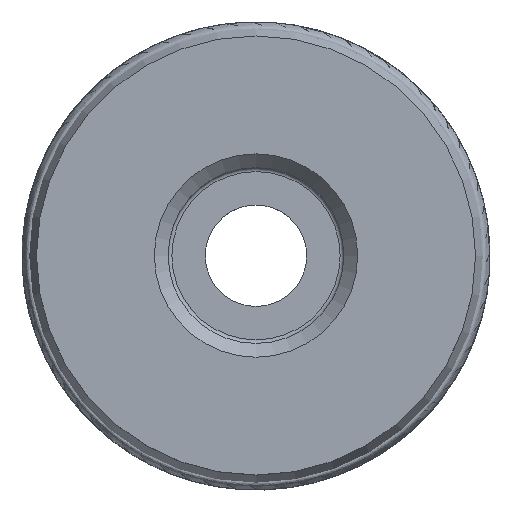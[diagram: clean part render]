
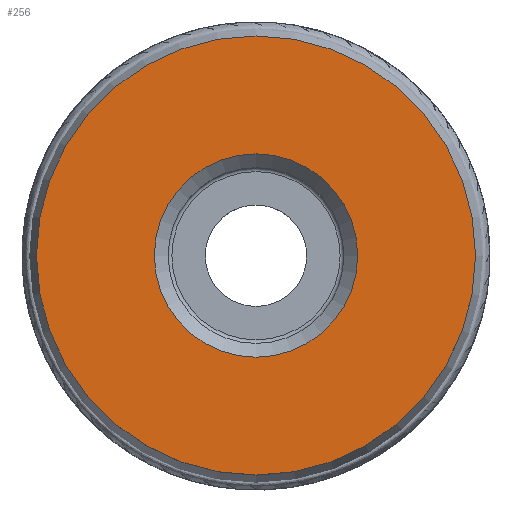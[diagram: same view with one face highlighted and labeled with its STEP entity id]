
A CAD part, top view. The second image highlights one B-rep face of the part: STEP entity #256.
In plain terms, the highlighted planar face has unit normal (0, 0, 1).
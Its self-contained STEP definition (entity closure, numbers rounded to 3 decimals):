
#86=PLANE('',#525);
#125=EDGE_LOOP('',(#167));
#126=EDGE_LOOP('',(#168));
#167=ORIENTED_EDGE('',*,*,#199,.F.);
#168=ORIENTED_EDGE('',*,*,#200,.F.);
#199=EDGE_CURVE('',#323,#323,#220,.T.);
#200=EDGE_CURVE('',#324,#324,#221,.T.);
#220=CIRCLE('',#522,47.625);
#221=CIRCLE('',#524,22.056);
#256=ADVANCED_FACE('',(#289,#290),#86,.T.);
#289=FACE_BOUND('',#125,.T.);
#290=FACE_BOUND('',#126,.T.);
#323=VERTEX_POINT('',#15720);
#324=VERTEX_POINT('',#15723);
#522=AXIS2_PLACEMENT_3D('',#15719,#620,#621);
#524=AXIS2_PLACEMENT_3D('',#15722,#624,#625);
#525=AXIS2_PLACEMENT_3D('',#15724,#626,#627);
#620=DIRECTION('',(0.,0.,-1.));
#621=DIRECTION('',(1.,0.,0.));
#624=DIRECTION('',(0.,0.,1.));
#625=DIRECTION('',(1.,0.,0.));
#626=DIRECTION('',(0.,0.,1.));
#627=DIRECTION('',(1.,0.,0.));
#15719=CARTESIAN_POINT('',(0.,0.,0.));
#15720=CARTESIAN_POINT('',(47.625,0.,0.));
#15722=CARTESIAN_POINT('',(0.,0.,0.));
#15723=CARTESIAN_POINT('',(22.056,0.,0.));
#15724=CARTESIAN_POINT('',(0.,47.625,0.));
